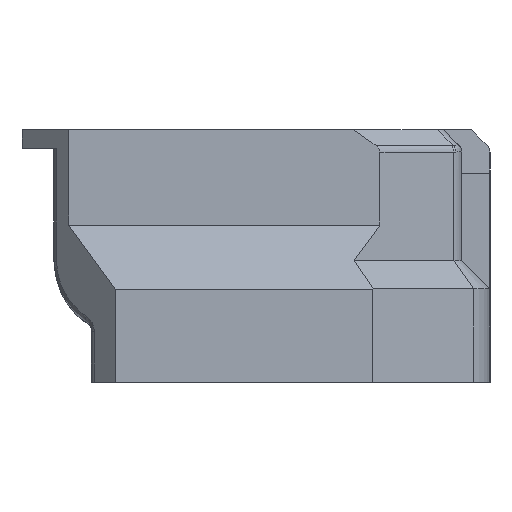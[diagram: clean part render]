
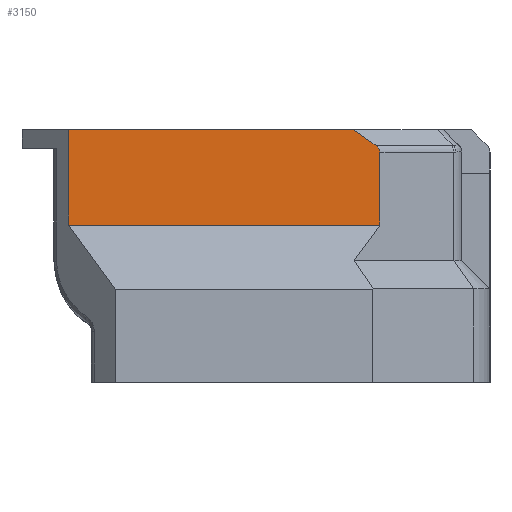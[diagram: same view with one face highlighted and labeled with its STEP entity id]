
A CAD part, left-side view. The second image highlights one B-rep face of the part: STEP entity #3150.
In plain terms, the highlighted planar face has unit normal (-1, 0, 0).
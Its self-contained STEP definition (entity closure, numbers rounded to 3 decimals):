
#104=ELLIPSE('',#3391,1.414,1.);
#331=FACE_OUTER_BOUND('',#528,.T.);
#528=EDGE_LOOP('',(#2464,#2465,#2466,#2467,#2468,#2469));
#793=LINE('',#4653,#1125);
#829=LINE('',#4818,#1161);
#873=LINE('',#5064,#1205);
#874=LINE('',#5065,#1206);
#875=LINE('',#5067,#1207);
#1125=VECTOR('',#3726,1000.);
#1161=VECTOR('',#3880,1000.);
#1205=VECTOR('',#3984,1000.);
#1206=VECTOR('',#3985,1000.);
#1207=VECTOR('',#3986,1000.);
#1433=VERTEX_POINT('',#4651);
#1434=VERTEX_POINT('',#4652);
#1503=VERTEX_POINT('',#4816);
#1504=VERTEX_POINT('',#4817);
#1539=VERTEX_POINT('',#5063);
#1540=VERTEX_POINT('',#5066);
#1755=EDGE_CURVE('',#1433,#1434,#793,.T.);
#1837=EDGE_CURVE('',#1503,#1504,#829,.T.);
#1893=EDGE_CURVE('',#1539,#1433,#873,.T.);
#1894=EDGE_CURVE('',#1434,#1504,#874,.T.);
#1895=EDGE_CURVE('',#1503,#1540,#875,.T.);
#1896=EDGE_CURVE('',#1540,#1539,#104,.T.);
#2464=ORIENTED_EDGE('',*,*,#1893,.T.);
#2465=ORIENTED_EDGE('',*,*,#1755,.T.);
#2466=ORIENTED_EDGE('',*,*,#1894,.T.);
#2467=ORIENTED_EDGE('',*,*,#1837,.F.);
#2468=ORIENTED_EDGE('',*,*,#1895,.T.);
#2469=ORIENTED_EDGE('',*,*,#1896,.T.);
#3028=PLANE('',#3390);
#3150=ADVANCED_FACE('',(#331),#3028,.F.);
#3390=AXIS2_PLACEMENT_3D('',#5062,#3982,#3983);
#3391=AXIS2_PLACEMENT_3D('',#5068,#3987,#3988);
#3726=DIRECTION('',(0.,1.,0.));
#3880=DIRECTION('',(0.,1.,0.));
#3982=DIRECTION('center_axis',(1.,0.,0.));
#3983=DIRECTION('ref_axis',(0.,1.,0.));
#3984=DIRECTION('',(0.,0.816,0.577));
#3985=DIRECTION('',(0.,0.,-1.));
#3986=DIRECTION('',(0.,0.,1.));
#3987=DIRECTION('center_axis',(-1.,0.,0.));
#3988=DIRECTION('ref_axis',(0.,1.,0.));
#4651=CARTESIAN_POINT('',(-318.564,-99.323,85.651));
#4652=CARTESIAN_POINT('',(-318.564,-68.909,85.651));
#4653=CARTESIAN_POINT('',(-318.564,-36.701,85.651));
#4816=CARTESIAN_POINT('',(-318.564,-102.151,75.458));
#4817=CARTESIAN_POINT('',(-318.564,-68.909,75.458));
#4818=CARTESIAN_POINT('',(-318.564,-36.701,75.458));
#5062=CARTESIAN_POINT('Origin',(-318.564,-36.701,71.651));
#5063=CARTESIAN_POINT('',(-318.564,-101.737,83.943));
#5064=CARTESIAN_POINT('',(-318.564,-171.46,34.642));
#5065=CARTESIAN_POINT('',(-318.564,-68.909,85.651));
#5066=CARTESIAN_POINT('',(-318.564,-102.151,83.236));
#5067=CARTESIAN_POINT('',(-318.564,-102.151,143.651));
#5068=CARTESIAN_POINT('Origin',(-318.564,-100.737,83.236));
